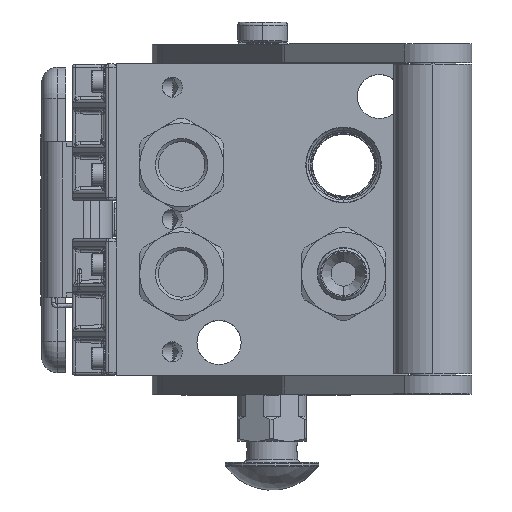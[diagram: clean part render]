
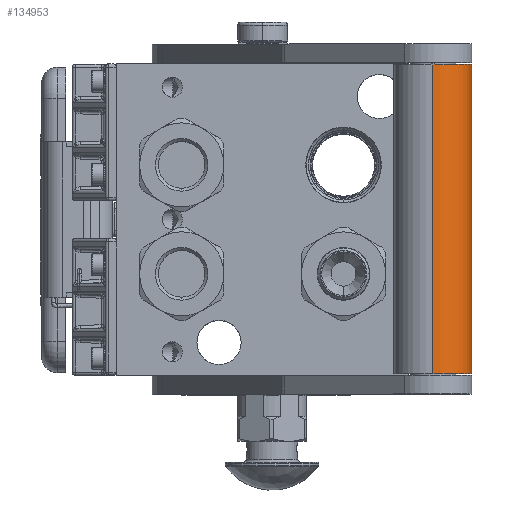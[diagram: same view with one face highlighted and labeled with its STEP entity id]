
A CAD part, top view. The second image highlights one B-rep face of the part: STEP entity #134953.
In plain terms, the highlighted cylindrical face has radius 12.5 mm (diameter 25 mm), a partial arc.
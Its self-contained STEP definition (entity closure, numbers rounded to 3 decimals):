
#5099 = CARTESIAN_POINT ( 'NONE',  ( -5.425, 0., 0. ) ) ;
#5599 = DIRECTION ( 'NONE',  ( 0., 0., 1. ) ) ;
#5790 = CYLINDRICAL_SURFACE ( 'NONE', #70028, 12.5 ) ;
#6639 = ORIENTED_EDGE ( 'NONE', *, *, #80596, .T. ) ;
#7353 = CARTESIAN_POINT ( 'NONE',  ( 4.5, 0., 12.5 ) ) ;
#22911 = LINE ( 'NONE', #23994, #30349 ) ;
#23994 = CARTESIAN_POINT ( 'NONE',  ( 104., 0., 12.5 ) ) ;
#28275 = EDGE_CURVE ( 'NONE', #55548, #95638, #45031, .T. ) ;
#29790 = CARTESIAN_POINT ( 'NONE',  ( 104., 0., -12.5 ) ) ;
#30349 = VECTOR ( 'NONE', #119691, 1000. ) ;
#42481 = CARTESIAN_POINT ( 'NONE',  ( 104., 0., 0. ) ) ;
#45031 = CIRCLE ( 'NONE', #84891, 12.5 ) ;
#49287 = CARTESIAN_POINT ( 'NONE',  ( 104., 0., 12.5 ) ) ;
#53305 = AXIS2_PLACEMENT_3D ( 'NONE', #145762, #74989, #126592 ) ;
#54331 = DIRECTION ( 'NONE',  ( 1., 0., 0. ) ) ;
#55491 = ORIENTED_EDGE ( 'NONE', *, *, #90072, .T. ) ;
#55548 = VERTEX_POINT ( 'NONE', #29790 ) ;
#61750 = VERTEX_POINT ( 'NONE', #109557 ) ;
#66114 = ORIENTED_EDGE ( 'NONE', *, *, #28275, .F. ) ;
#70028 = AXIS2_PLACEMENT_3D ( 'NONE', #5099, #122558, #5599 ) ;
#74989 = DIRECTION ( 'NONE',  ( 1., 0., 0. ) ) ;
#76704 = VECTOR ( 'NONE', #90076, 1000. ) ;
#80195 = CARTESIAN_POINT ( 'NONE',  ( 104., 0., -12.5 ) ) ;
#80596 = EDGE_CURVE ( 'NONE', #61750, #96370, #120709, .T. ) ;
#84891 = AXIS2_PLACEMENT_3D ( 'NONE', #42481, #54331, #148965 ) ;
#90072 = EDGE_CURVE ( 'NONE', #55548, #61750, #108119, .T. ) ;
#90076 = DIRECTION ( 'NONE',  ( -1., 0., 0. ) ) ;
#95638 = VERTEX_POINT ( 'NONE', #49287 ) ;
#96370 = VERTEX_POINT ( 'NONE', #7353 ) ;
#100153 = FACE_OUTER_BOUND ( 'NONE', #120291, .T. ) ;
#100490 = EDGE_CURVE ( 'NONE', #95638, #96370, #22911, .T. ) ;
#108119 = LINE ( 'NONE', #80195, #76704 ) ;
#109557 = CARTESIAN_POINT ( 'NONE',  ( 4.5, 0., -12.5 ) ) ;
#119691 = DIRECTION ( 'NONE',  ( -1., 0., 0. ) ) ;
#120291 = EDGE_LOOP ( 'NONE', ( #6639, #124048, #66114, #55491 ) ) ;
#120709 = CIRCLE ( 'NONE', #53305, 12.5 ) ;
#122558 = DIRECTION ( 'NONE',  ( -1., 0., 0. ) ) ;
#124048 = ORIENTED_EDGE ( 'NONE', *, *, #100490, .F. ) ;
#126592 = DIRECTION ( 'NONE',  ( 0., 0., -1. ) ) ;
#134953 = ADVANCED_FACE ( 'NONE', ( #100153 ), #5790, .T. ) ;
#145762 = CARTESIAN_POINT ( 'NONE',  ( 4.5, 0., 0. ) ) ;
#148965 = DIRECTION ( 'NONE',  ( 0., 0., -1. ) ) ;
